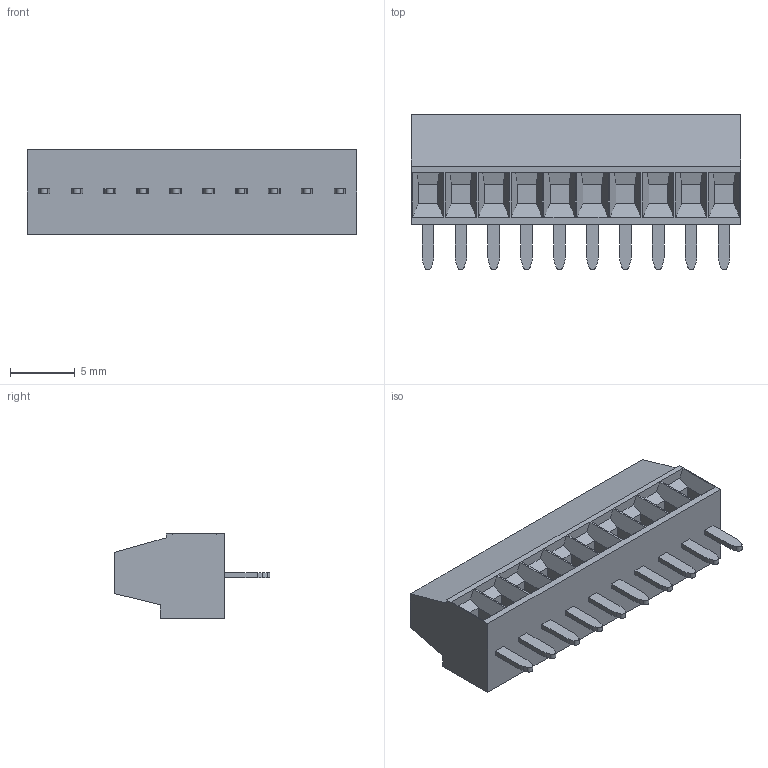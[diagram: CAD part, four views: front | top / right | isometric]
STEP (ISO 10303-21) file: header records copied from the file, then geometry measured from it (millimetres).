
FILE_DESCRIPTION (( 'STEP AP214' ), '1' );
FILE_NAME ('BD055D7B-9863-44FA-93BE-10465D5BAD97.STEP', '2024-01-22T18:47:18', ( '' ), ( '' ), 'SwSTEP 2.0', 'SolidWorks 2022', '' );
FILE_SCHEMA (( 'AUTOMOTIVE_DESIGN' ));
Length unit declared in the file: inch
Products named in the file (1): BD055D7B-9863-44FA-93BE-10465D5BAD97
Bounding box: 25.4 x 12 x 6.5 mm (x, y, z)
Volume: 976.2 mm3; surface area: 1381.1 mm2
Topology: 1 solids, 1 shells, 350 faces, 884 edges, 576 vertices
Faces by surface type: plane 280, cylinder 70
Entity records: 14777 total; most frequent: CARTESIAN_POINT 1811, ORIENTED_EDGE 1768, DIRECTION 1766, EDGE_CURVE 884, VECTOR 704, LINE 704, VERTEX_POINT 576, AXIS2_PLACEMENT_3D 531
